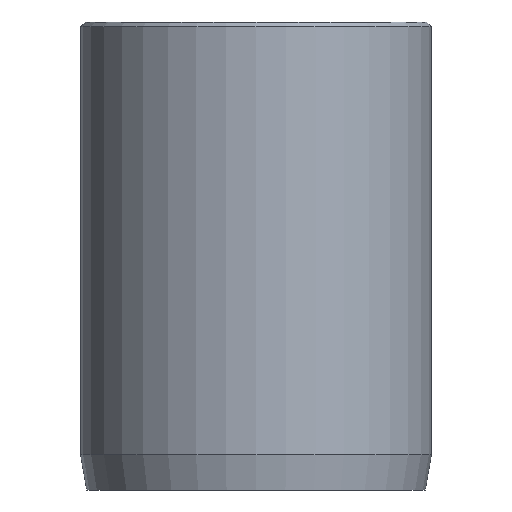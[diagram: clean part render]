
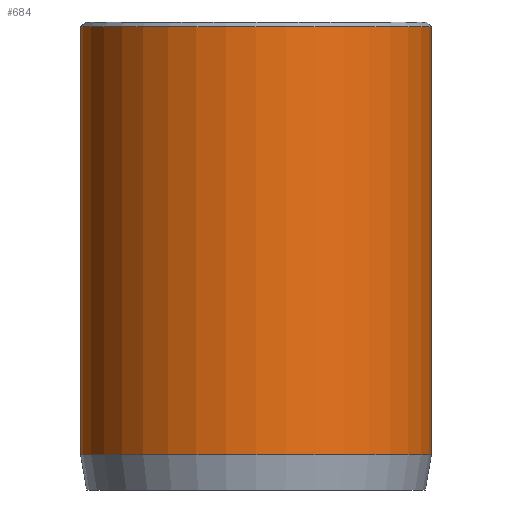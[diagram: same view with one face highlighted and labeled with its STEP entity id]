
A CAD part, front view. The second image highlights one B-rep face of the part: STEP entity #684.
In plain terms, the highlighted cylindrical face has radius 7.5 mm (diameter 15 mm), a partial arc.
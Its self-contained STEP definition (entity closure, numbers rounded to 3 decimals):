
#6 = EDGE_CURVE ( 'NONE', #117, #828, #556, .T. ) ;
#20 = EDGE_CURVE ( 'NONE', #567, #828, #988, .T. ) ;
#29 = LINE ( 'NONE', #687, #1036 ) ;
#54 = AXIS2_PLACEMENT_3D ( 'NONE', #398, #405, #354 ) ;
#117 = VERTEX_POINT ( 'NONE', #302 ) ;
#140 = DIRECTION ( 'NONE',  ( 0., 0., -1. ) ) ;
#147 = DIRECTION ( 'NONE',  ( -1., 0., 0. ) ) ;
#156 = EDGE_LOOP ( 'NONE', ( #978, #799, #277, #604 ) ) ;
#216 = CARTESIAN_POINT ( 'NONE',  ( 0., 0., 20. ) ) ;
#259 = EDGE_CURVE ( 'NONE', #1143, #117, #29, .T. ) ;
#277 = ORIENTED_EDGE ( 'NONE', *, *, #259, .T. ) ;
#302 = CARTESIAN_POINT ( 'NONE',  ( -7.5, 0., 1.5 ) ) ;
#349 = DIRECTION ( 'NONE',  ( 0., 0., -1. ) ) ;
#354 = DIRECTION ( 'NONE',  ( 1., 0., 0. ) ) ;
#376 = CARTESIAN_POINT ( 'NONE',  ( 7.5, 0., 20. ) ) ;
#398 = CARTESIAN_POINT ( 'NONE',  ( 0., 0., 1.5 ) ) ;
#405 = DIRECTION ( 'NONE',  ( 0., 0., 1. ) ) ;
#501 = FACE_OUTER_BOUND ( 'NONE', #156, .T. ) ;
#511 = EDGE_CURVE ( 'NONE', #567, #1143, #1077, .T. ) ;
#556 = CIRCLE ( 'NONE', #54, 7.5 ) ;
#567 = VERTEX_POINT ( 'NONE', #1080 ) ;
#604 = ORIENTED_EDGE ( 'NONE', *, *, #6, .T. ) ;
#684 = ADVANCED_FACE ( 'NONE', ( #501 ), #1177, .T. ) ;
#687 = CARTESIAN_POINT ( 'NONE',  ( -7.5, 0., 20. ) ) ;
#720 = DIRECTION ( 'NONE',  ( 0., 0., -1. ) ) ;
#766 = VECTOR ( 'NONE', #349, 1000. ) ;
#799 = ORIENTED_EDGE ( 'NONE', *, *, #511, .T. ) ;
#802 = CARTESIAN_POINT ( 'NONE',  ( 0., 0., 19.8 ) ) ;
#806 = DIRECTION ( 'NONE',  ( 0., 0., -1. ) ) ;
#809 = DIRECTION ( 'NONE',  ( 1., 0., 0. ) ) ;
#828 = VERTEX_POINT ( 'NONE', #1187 ) ;
#936 = AXIS2_PLACEMENT_3D ( 'NONE', #802, #806, #809 ) ;
#978 = ORIENTED_EDGE ( 'NONE', *, *, #20, .F. ) ;
#988 = LINE ( 'NONE', #376, #766 ) ;
#1012 = AXIS2_PLACEMENT_3D ( 'NONE', #216, #140, #147 ) ;
#1015 = CARTESIAN_POINT ( 'NONE',  ( -7.5, 0., 19.8 ) ) ;
#1036 = VECTOR ( 'NONE', #720, 1000. ) ;
#1077 = CIRCLE ( 'NONE', #936, 7.5 ) ;
#1080 = CARTESIAN_POINT ( 'NONE',  ( 7.5, 0., 19.8 ) ) ;
#1143 = VERTEX_POINT ( 'NONE', #1015 ) ;
#1177 = CYLINDRICAL_SURFACE ( 'NONE', #1012, 7.5 ) ;
#1187 = CARTESIAN_POINT ( 'NONE',  ( 7.5, 0., 1.5 ) ) ;
